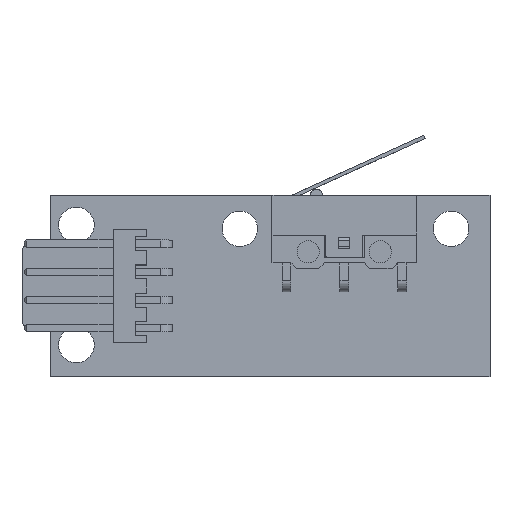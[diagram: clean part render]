
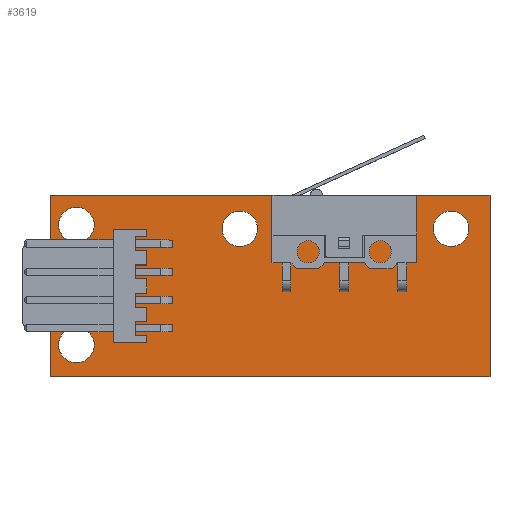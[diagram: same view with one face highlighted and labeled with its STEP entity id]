
A CAD part, top view. The second image highlights one B-rep face of the part: STEP entity #3619.
In plain terms, the highlighted planar face has unit normal (0, 0, 1).
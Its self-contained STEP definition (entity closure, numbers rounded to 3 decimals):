
#28 = CARTESIAN_POINT ( 'NONE',  ( -2.75, 5.15, 1.6 ) ) ;
#245 = CARTESIAN_POINT ( 'NONE',  ( 16.25, 5.15, 1.6 ) ) ;
#294 = DIRECTION ( 'NONE',  ( 1., 0., 0. ) ) ;
#359 = VERTEX_POINT ( 'NONE', #3836 ) ;
#412 = EDGE_CURVE ( 'NONE', #7760, #2408, #2458, .T. ) ;
#475 = EDGE_LOOP ( 'NONE', ( #5519, #5391 ) ) ;
#514 = VERTEX_POINT ( 'NONE', #7789 ) ;
#569 = DIRECTION ( 'NONE',  ( -1., 0., 0. ) ) ;
#636 = EDGE_LOOP ( 'NONE', ( #5328, #5438 ) ) ;
#643 = EDGE_LOOP ( 'NONE', ( #5378, #5453, #8350, #8375 ) ) ;
#670 = EDGE_CURVE ( 'NONE', #4988, #4959, #1025, .T. ) ;
#763 = FACE_OUTER_BOUND ( 'NONE', #643, .T. ) ;
#783 = DIRECTION ( 'NONE',  ( 1., 0., 0. ) ) ;
#1003 = DIRECTION ( 'NONE',  ( 1., 0., 0. ) ) ;
#1025 = CIRCLE ( 'NONE', #3990, 1.6 ) ;
#1055 = AXIS2_PLACEMENT_3D ( 'NONE', #1692, #7327, #2467 ) ;
#1076 = EDGE_CURVE ( 'NONE', #2408, #7760, #7698, .T. ) ;
#1394 = AXIS2_PLACEMENT_3D ( 'NONE', #9761, #5115, #294 ) ;
#1400 = VECTOR ( 'NONE', #7106, 1000. ) ;
#1431 = CIRCLE ( 'NONE', #1394, 1.6 ) ;
#1487 = EDGE_CURVE ( 'NONE', #8317, #10042, #2337, .T. ) ;
#1692 = CARTESIAN_POINT ( 'NONE',  ( -17.451, 5.5, 1.6 ) ) ;
#1697 = AXIS2_PLACEMENT_3D ( 'NONE', #5350, #9993, #4584 ) ;
#1830 = CARTESIAN_POINT ( 'NONE',  ( -15.851, 5.5, 1.6 ) ) ;
#1971 = VECTOR ( 'NONE', #6132, 1000. ) ;
#2068 = CARTESIAN_POINT ( 'NONE',  ( 19.75, 8.15, 1.6 ) ) ;
#2075 = EDGE_LOOP ( 'NONE', ( #5520, #5153 ) ) ;
#2209 = CARTESIAN_POINT ( 'NONE',  ( -17.451, -5.3, 1.6 ) ) ;
#2312 = EDGE_CURVE ( 'NONE', #10042, #8317, #3185, .T. ) ;
#2337 = CIRCLE ( 'NONE', #9685, 1.6 ) ;
#2408 = VERTEX_POINT ( 'NONE', #5248 ) ;
#2458 = CIRCLE ( 'NONE', #1697, 1.6 ) ;
#2467 = DIRECTION ( 'NONE',  ( 1., 0., 0. ) ) ;
#2710 = ORIENTED_EDGE ( 'NONE', *, *, #6970, .F. ) ;
#2867 = FACE_BOUND ( 'NONE', #2075, .T. ) ;
#3063 = DIRECTION ( 'NONE',  ( 1., 0., 0. ) ) ;
#3136 = AXIS2_PLACEMENT_3D ( 'NONE', #8324, #3577, #9095 ) ;
#3174 = VECTOR ( 'NONE', #6579, 1000. ) ;
#3185 = CIRCLE ( 'NONE', #3136, 1.6 ) ;
#3530 = CARTESIAN_POINT ( 'NONE',  ( -19.051, 5.5, 1.6 ) ) ;
#3573 = LINE ( 'NONE', #6308, #1400 ) ;
#3577 = DIRECTION ( 'NONE',  ( 0., 0., 1. ) ) ;
#3619 = ADVANCED_FACE ( 'NONE', ( #5077, #6918, #2867, #7162, #763 ), #3807, .F. ) ;
#3807 = PLANE ( 'NONE',  #9866 ) ;
#3813 = ORIENTED_EDGE ( 'NONE', *, *, #7549, .F. ) ;
#3836 = CARTESIAN_POINT ( 'NONE',  ( -19.051, -5.3, 1.6 ) ) ;
#3990 = AXIS2_PLACEMENT_3D ( 'NONE', #6023, #4501, #9147 ) ;
#4247 = LINE ( 'NONE', #9959, #1971 ) ;
#4501 = DIRECTION ( 'NONE',  ( 0., 0., 1. ) ) ;
#4534 = DIRECTION ( 'NONE',  ( -1., 0., 0. ) ) ;
#4584 = DIRECTION ( 'NONE',  ( 1., 0., 0. ) ) ;
#4626 = CARTESIAN_POINT ( 'NONE',  ( 0., 0., 1.6 ) ) ;
#4959 = VERTEX_POINT ( 'NONE', #1830 ) ;
#4988 = VERTEX_POINT ( 'NONE', #3530 ) ;
#5017 = VERTEX_POINT ( 'NONE', #5949 ) ;
#5077 = FACE_BOUND ( 'NONE', #9870, .T. ) ;
#5115 = DIRECTION ( 'NONE',  ( 0., 0., 1. ) ) ;
#5153 = ORIENTED_EDGE ( 'NONE', *, *, #1487, .F. ) ;
#5196 = VERTEX_POINT ( 'NONE', #9194 ) ;
#5248 = CARTESIAN_POINT ( 'NONE',  ( -4.35, 5.15, 1.6 ) ) ;
#5328 = ORIENTED_EDGE ( 'NONE', *, *, #412, .F. ) ;
#5350 = CARTESIAN_POINT ( 'NONE',  ( -2.75, 5.15, 1.6 ) ) ;
#5378 = ORIENTED_EDGE ( 'NONE', *, *, #8091, .T. ) ;
#5391 = ORIENTED_EDGE ( 'NONE', *, *, #670, .F. ) ;
#5399 = DIRECTION ( 'NONE',  ( 0., 0., -1. ) ) ;
#5438 = ORIENTED_EDGE ( 'NONE', *, *, #1076, .F. ) ;
#5453 = ORIENTED_EDGE ( 'NONE', *, *, #6198, .T. ) ;
#5519 = ORIENTED_EDGE ( 'NONE', *, *, #5530, .F. ) ;
#5520 = ORIENTED_EDGE ( 'NONE', *, *, #2312, .F. ) ;
#5530 = EDGE_CURVE ( 'NONE', #4959, #4988, #8601, .T. ) ;
#5624 = DIRECTION ( 'NONE',  ( 0., 0., 1. ) ) ;
#5799 = CARTESIAN_POINT ( 'NONE',  ( 19.75, -8.15, 1.6 ) ) ;
#5839 = DIRECTION ( 'NONE',  ( 0., 0., 1. ) ) ;
#5949 = CARTESIAN_POINT ( 'NONE',  ( -19.75, 8.15, 1.6 ) ) ;
#6023 = CARTESIAN_POINT ( 'NONE',  ( -17.451, 5.5, 1.6 ) ) ;
#6132 = DIRECTION ( 'NONE',  ( 1., 0., 0. ) ) ;
#6198 = EDGE_CURVE ( 'NONE', #7323, #5017, #6252, .T. ) ;
#6204 = CARTESIAN_POINT ( 'NONE',  ( 17.85, 5.15, 1.6 ) ) ;
#6252 = LINE ( 'NONE', #7606, #8083 ) ;
#6308 = CARTESIAN_POINT ( 'NONE',  ( -19.75, -8.15, 1.6 ) ) ;
#6579 = DIRECTION ( 'NONE',  ( 0., 1., 0. ) ) ;
#6794 = AXIS2_PLACEMENT_3D ( 'NONE', #2209, #7868, #3063 ) ;
#6918 = FACE_BOUND ( 'NONE', #475, .T. ) ;
#6970 = EDGE_CURVE ( 'NONE', #7214, #359, #1431, .T. ) ;
#7106 = DIRECTION ( 'NONE',  ( 0., -1., 0. ) ) ;
#7162 = FACE_BOUND ( 'NONE', #636, .T. ) ;
#7171 = CARTESIAN_POINT ( 'NONE',  ( -1.15, 5.15, 1.6 ) ) ;
#7214 = VERTEX_POINT ( 'NONE', #7638 ) ;
#7323 = VERTEX_POINT ( 'NONE', #2068 ) ;
#7327 = DIRECTION ( 'NONE',  ( 0., 0., 1. ) ) ;
#7427 = LINE ( 'NONE', #5799, #3174 ) ;
#7549 = EDGE_CURVE ( 'NONE', #359, #7214, #8309, .T. ) ;
#7606 = CARTESIAN_POINT ( 'NONE',  ( -19.75, 8.15, 1.6 ) ) ;
#7631 = AXIS2_PLACEMENT_3D ( 'NONE', #28, #5624, #783 ) ;
#7638 = CARTESIAN_POINT ( 'NONE',  ( -15.851, -5.3, 1.6 ) ) ;
#7698 = CIRCLE ( 'NONE', #7631, 1.6 ) ;
#7760 = VERTEX_POINT ( 'NONE', #7171 ) ;
#7789 = CARTESIAN_POINT ( 'NONE',  ( 19.75, -8.15, 1.6 ) ) ;
#7868 = DIRECTION ( 'NONE',  ( 0., 0., 1. ) ) ;
#8083 = VECTOR ( 'NONE', #4534, 1000. ) ;
#8091 = EDGE_CURVE ( 'NONE', #514, #7323, #7427, .T. ) ;
#8309 = CIRCLE ( 'NONE', #6794, 1.6 ) ;
#8317 = VERTEX_POINT ( 'NONE', #9070 ) ;
#8324 = CARTESIAN_POINT ( 'NONE',  ( 16.25, 5.15, 1.6 ) ) ;
#8350 = ORIENTED_EDGE ( 'NONE', *, *, #8966, .T. ) ;
#8375 = ORIENTED_EDGE ( 'NONE', *, *, #9936, .T. ) ;
#8601 = CIRCLE ( 'NONE', #1055, 1.6 ) ;
#8966 = EDGE_CURVE ( 'NONE', #5017, #5196, #3573, .T. ) ;
#9070 = CARTESIAN_POINT ( 'NONE',  ( 14.65, 5.15, 1.6 ) ) ;
#9095 = DIRECTION ( 'NONE',  ( 1., 0., 0. ) ) ;
#9147 = DIRECTION ( 'NONE',  ( 1., 0., 0. ) ) ;
#9194 = CARTESIAN_POINT ( 'NONE',  ( -19.75, -8.15, 1.6 ) ) ;
#9685 = AXIS2_PLACEMENT_3D ( 'NONE', #245, #5839, #1003 ) ;
#9761 = CARTESIAN_POINT ( 'NONE',  ( -17.451, -5.3, 1.6 ) ) ;
#9866 = AXIS2_PLACEMENT_3D ( 'NONE', #4626, #5399, #569 ) ;
#9870 = EDGE_LOOP ( 'NONE', ( #2710, #3813 ) ) ;
#9936 = EDGE_CURVE ( 'NONE', #5196, #514, #4247, .T. ) ;
#9959 = CARTESIAN_POINT ( 'NONE',  ( -19.75, -8.15, 1.6 ) ) ;
#9993 = DIRECTION ( 'NONE',  ( 0., 0., 1. ) ) ;
#10042 = VERTEX_POINT ( 'NONE', #6204 ) ;
